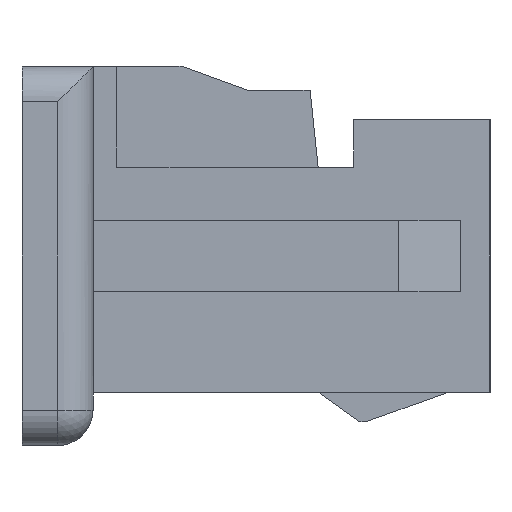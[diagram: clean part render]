
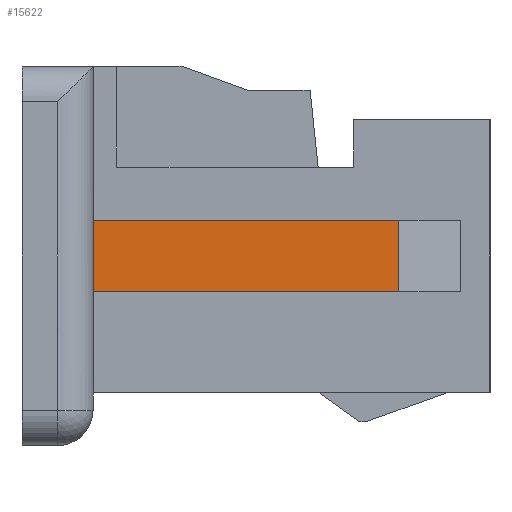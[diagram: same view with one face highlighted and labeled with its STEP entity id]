
A CAD part, left-side view. The second image highlights one B-rep face of the part: STEP entity #15622.
In plain terms, the highlighted planar face has unit normal (-1, 0, 0).
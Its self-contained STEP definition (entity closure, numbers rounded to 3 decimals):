
#12263 = PLANE('',#12264);
#12264 = AXIS2_PLACEMENT_3D('',#12265,#12266,#12267);
#12265 = CARTESIAN_POINT('',(5.85,1.375,-1.6));
#12266 = DIRECTION('',(0.,-1.,0.));
#12267 = DIRECTION('',(1.,0.,0.));
#13734 = VERTEX_POINT('',#13735);
#13735 = CARTESIAN_POINT('',(-6.15,1.375,0.3));
#13749 = PLANE('',#13750);
#13750 = AXIS2_PLACEMENT_3D('',#13751,#13752,#13753);
#13751 = CARTESIAN_POINT('',(0.,0.,0.3));
#13752 = DIRECTION('',(0.,0.,1.));
#13753 = DIRECTION('',(1.,0.,0.));
#13761 = EDGE_CURVE('',#13762,#13734,#13764,.T.);
#13762 = VERTEX_POINT('',#13763);
#13763 = CARTESIAN_POINT('',(-6.15,1.375,-0.3));
#13764 = SURFACE_CURVE('',#13765,(#13769,#13776),.PCURVE_S1.);
#13765 = LINE('',#13766,#13767);
#13766 = CARTESIAN_POINT('',(-6.15,1.375,-0.3));
#13767 = VECTOR('',#13768,1.);
#13768 = DIRECTION('',(0.,0.,1.));
#13769 = PCURVE('',#12263,#13770);
#13770 = DEFINITIONAL_REPRESENTATION('',(#13771),#13775);
#13771 = LINE('',#13772,#13773);
#13772 = CARTESIAN_POINT('',(-12.,1.3));
#13773 = VECTOR('',#13774,1.);
#13774 = DIRECTION('',(0.,1.));
#13775 = ( GEOMETRIC_REPRESENTATION_CONTEXT(2) 
PARAMETRIC_REPRESENTATION_CONTEXT() REPRESENTATION_CONTEXT('2D SPACE',''
  ) );
#13776 = PCURVE('',#13777,#13782);
#13777 = PLANE('',#13778);
#13778 = AXIS2_PLACEMENT_3D('',#13779,#13780,#13781);
#13779 = CARTESIAN_POINT('',(-6.15,1.375,-0.3));
#13780 = DIRECTION('',(-1.,0.,0.));
#13781 = DIRECTION('',(0.,-1.,0.));
#13782 = DEFINITIONAL_REPRESENTATION('',(#13783),#13787);
#13783 = LINE('',#13784,#13785);
#13784 = CARTESIAN_POINT('',(0.,0.));
#13785 = VECTOR('',#13786,1.);
#13786 = DIRECTION('',(0.,1.));
#13787 = ( GEOMETRIC_REPRESENTATION_CONTEXT(2) 
PARAMETRIC_REPRESENTATION_CONTEXT() REPRESENTATION_CONTEXT('2D SPACE',''
  ) );
#13805 = PLANE('',#13806);
#13806 = AXIS2_PLACEMENT_3D('',#13807,#13808,#13809);
#13807 = CARTESIAN_POINT('',(0.,0.,-0.3));
#13808 = DIRECTION('',(0.,0.,1.));
#13809 = DIRECTION('',(1.,0.,0.));
#14356 = PLANE('',#14357);
#14357 = AXIS2_PLACEMENT_3D('',#14358,#14359,#14360);
#14358 = CARTESIAN_POINT('',(-6.15,-1.205,-0.3));
#14359 = DIRECTION('',(-0.866,-0.5,0.));
#14360 = DIRECTION('',(0.5,-0.866,0.));
#15405 = VERTEX_POINT('',#15406);
#15406 = CARTESIAN_POINT('',(-6.15,-1.205,0.3));
#15427 = EDGE_CURVE('',#13734,#15405,#15428,.T.);
#15428 = SURFACE_CURVE('',#15429,(#15433,#15440),.PCURVE_S1.);
#15429 = LINE('',#15430,#15431);
#15430 = CARTESIAN_POINT('',(-6.15,1.375,0.3));
#15431 = VECTOR('',#15432,1.);
#15432 = DIRECTION('',(0.,-1.,0.));
#15433 = PCURVE('',#13749,#15434);
#15434 = DEFINITIONAL_REPRESENTATION('',(#15435),#15439);
#15435 = LINE('',#15436,#15437);
#15436 = CARTESIAN_POINT('',(-6.15,1.375));
#15437 = VECTOR('',#15438,1.);
#15438 = DIRECTION('',(0.,-1.));
#15439 = ( GEOMETRIC_REPRESENTATION_CONTEXT(2) 
PARAMETRIC_REPRESENTATION_CONTEXT() REPRESENTATION_CONTEXT('2D SPACE',''
  ) );
#15440 = PCURVE('',#13777,#15441);
#15441 = DEFINITIONAL_REPRESENTATION('',(#15442),#15446);
#15442 = LINE('',#15443,#15444);
#15443 = CARTESIAN_POINT('',(0.,0.6));
#15444 = VECTOR('',#15445,1.);
#15445 = DIRECTION('',(1.,0.));
#15446 = ( GEOMETRIC_REPRESENTATION_CONTEXT(2) 
PARAMETRIC_REPRESENTATION_CONTEXT() REPRESENTATION_CONTEXT('2D SPACE',''
  ) );
#15503 = VERTEX_POINT('',#15504);
#15504 = CARTESIAN_POINT('',(-6.15,-1.205,-0.3));
#15525 = EDGE_CURVE('',#15503,#15405,#15526,.T.);
#15526 = SURFACE_CURVE('',#15527,(#15531,#15538),.PCURVE_S1.);
#15527 = LINE('',#15528,#15529);
#15528 = CARTESIAN_POINT('',(-6.15,-1.205,-0.3));
#15529 = VECTOR('',#15530,1.);
#15530 = DIRECTION('',(0.,0.,1.));
#15531 = PCURVE('',#14356,#15532);
#15532 = DEFINITIONAL_REPRESENTATION('',(#15533),#15537);
#15533 = LINE('',#15534,#15535);
#15534 = CARTESIAN_POINT('',(0.,0.));
#15535 = VECTOR('',#15536,1.);
#15536 = DIRECTION('',(0.,1.));
#15537 = ( GEOMETRIC_REPRESENTATION_CONTEXT(2) 
PARAMETRIC_REPRESENTATION_CONTEXT() REPRESENTATION_CONTEXT('2D SPACE',''
  ) );
#15538 = PCURVE('',#13777,#15539);
#15539 = DEFINITIONAL_REPRESENTATION('',(#15540),#15544);
#15540 = LINE('',#15541,#15542);
#15541 = CARTESIAN_POINT('',(2.58,0.));
#15542 = VECTOR('',#15543,1.);
#15543 = DIRECTION('',(0.,1.));
#15544 = ( GEOMETRIC_REPRESENTATION_CONTEXT(2) 
PARAMETRIC_REPRESENTATION_CONTEXT() REPRESENTATION_CONTEXT('2D SPACE',''
  ) );
#15552 = EDGE_CURVE('',#13762,#15503,#15553,.T.);
#15553 = SURFACE_CURVE('',#15554,(#15558,#15565),.PCURVE_S1.);
#15554 = LINE('',#15555,#15556);
#15555 = CARTESIAN_POINT('',(-6.15,1.375,-0.3));
#15556 = VECTOR('',#15557,1.);
#15557 = DIRECTION('',(0.,-1.,0.));
#15558 = PCURVE('',#13805,#15559);
#15559 = DEFINITIONAL_REPRESENTATION('',(#15560),#15564);
#15560 = LINE('',#15561,#15562);
#15561 = CARTESIAN_POINT('',(-6.15,1.375));
#15562 = VECTOR('',#15563,1.);
#15563 = DIRECTION('',(0.,-1.));
#15564 = ( GEOMETRIC_REPRESENTATION_CONTEXT(2) 
PARAMETRIC_REPRESENTATION_CONTEXT() REPRESENTATION_CONTEXT('2D SPACE',''
  ) );
#15565 = PCURVE('',#13777,#15566);
#15566 = DEFINITIONAL_REPRESENTATION('',(#15567),#15571);
#15567 = LINE('',#15568,#15569);
#15568 = CARTESIAN_POINT('',(0.,0.));
#15569 = VECTOR('',#15570,1.);
#15570 = DIRECTION('',(1.,0.));
#15571 = ( GEOMETRIC_REPRESENTATION_CONTEXT(2) 
PARAMETRIC_REPRESENTATION_CONTEXT() REPRESENTATION_CONTEXT('2D SPACE',''
  ) );
#15622 = ADVANCED_FACE('',(#15623),#13777,.T.);
#15623 = FACE_BOUND('',#15624,.F.);
#15624 = EDGE_LOOP('',(#15625,#15626,#15627,#15628));
#15625 = ORIENTED_EDGE('',*,*,#15552,.F.);
#15626 = ORIENTED_EDGE('',*,*,#13761,.T.);
#15627 = ORIENTED_EDGE('',*,*,#15427,.T.);
#15628 = ORIENTED_EDGE('',*,*,#15525,.F.);
